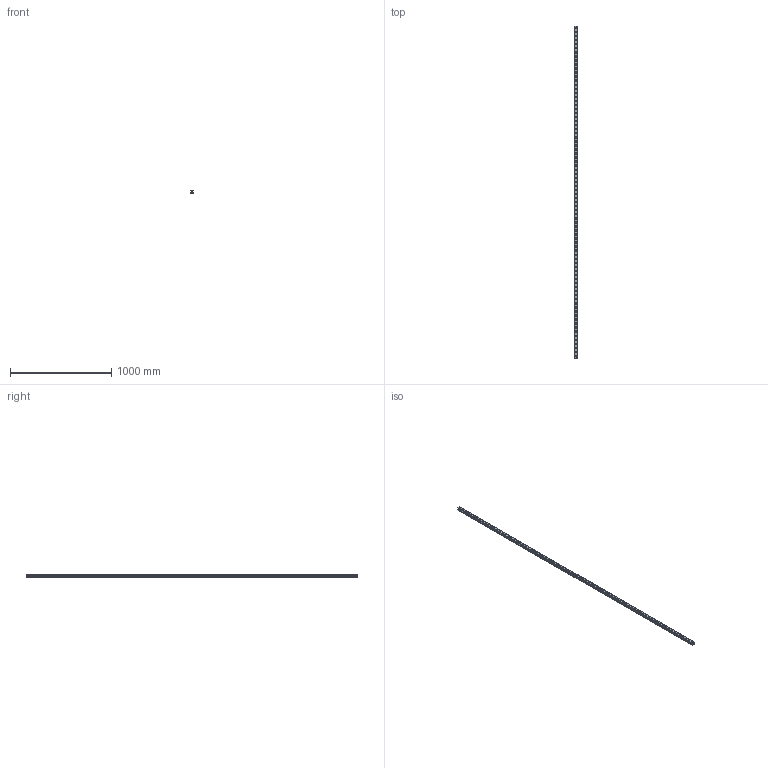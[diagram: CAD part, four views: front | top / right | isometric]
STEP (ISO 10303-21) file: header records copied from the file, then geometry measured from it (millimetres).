
FILE_DESCRIPTION(('STEP AP214'),'1');
FILE_NAME('cctmp_97ED5BCC-82D6-4023-9679-475A0905252C_2021_03_11_14_49_38_0479..stp','2021-03-11T13:49:38',('HIWIN GmbH'),('CADClick - www.CADClick.com'),'Spatial InterOp 3D',' ','unknown authorization');
FILE_SCHEMA(('AUTOMOTIVE_DESIGN'));
Length unit declared in the file: millimetre
Products named in the file (1): RGR30R3280H_FILE
Bounding box: 28 x 3280 x 28 mm (x, y, z)
Volume: 1882273.8 mm3; surface area: 486361.6 mm2
Topology: 1 solids, 1 shells, 853 faces, 1803 edges, 1202 vertices
Faces by surface type: cylinder 510, plane 343
Entity records: 30225 total; most frequent: DIRECTION 4531, CARTESIAN_POINT 3859, ORIENTED_EDGE 3606, AXIS2_PLACEMENT_3D 1874, EDGE_CURVE 1803, VERTEX_POINT 1202, EDGE_LOOP 1103, CIRCLE 1020
